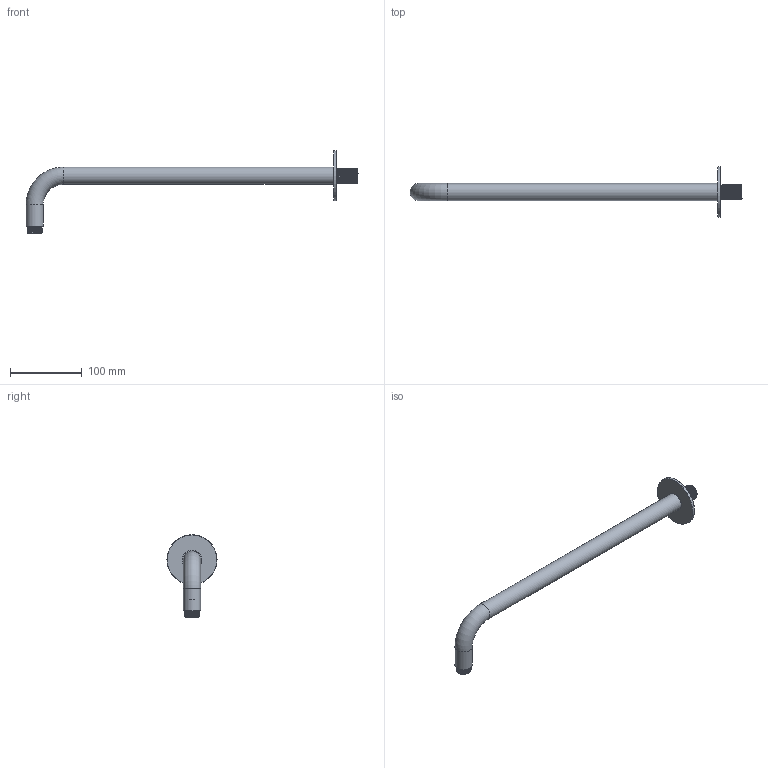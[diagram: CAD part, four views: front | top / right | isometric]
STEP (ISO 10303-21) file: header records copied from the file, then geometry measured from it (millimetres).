
FILE_DESCRIPTION(/* description */ ('Unknown'),/* implementation_level */ '2;1');
FILE_NAME(/* name */ 'AC450-00',/* time_stamp */ '2023-11-03T15:59:54+01:00',/* author */ ('Unknown'),/* organization */ ('Unknown'),/* preprocessor_version */ 'ST-DEVELOPER v18.102',/* originating_system */ 'Solid Edge',/* authorisation */ 'Unknown');
FILE_SCHEMA (('AUTOMOTIVE_DESIGN {1 0 10303 214 3 1 1}'));
Length unit declared in the file: millimetre
Products named in the file (4): AC450-00; AC450-02; BR077-16; AC450-01
Assembly tree (3 placements, depth 2):
  AC450-00
    AC450-02
    BR077-16
    AC450-01
Bounding box: 462 x 69.69 x 114.84 mm (x, y, z)
Volume: 71339 mm3; surface area: 86277.6 mm2
Topology: 5 solids, 5 shells, 133 faces, 285 edges, 172 vertices
Faces by surface type: bspline 38, plane 30, cylinder 23, sphere 16, cone 14, torus 12
Full cylindrical faces by diameter (mm): 15 x2, 18.5 x2, 20.9 x2, 21 x2, 24 x2, 24.4 x2, 27.1 x1
Entity records: 7998 total; most frequent: CARTESIAN_POINT 5428, ORIENTED_EDGE 500, DIRECTION 452, EDGE_CURVE 250, AXIS2_PLACEMENT_3D 212, FACE_BOUND 174, EDGE_LOOP 173, VERTEX_POINT 160
